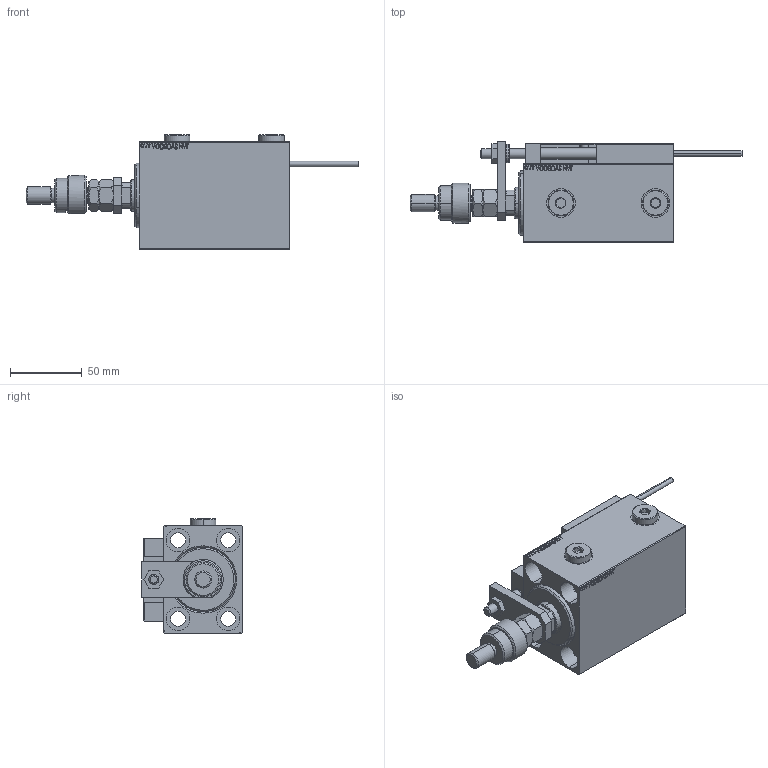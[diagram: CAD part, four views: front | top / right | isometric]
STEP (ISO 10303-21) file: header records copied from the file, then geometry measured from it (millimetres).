
FILE_DESCRIPTION (( 'STEP AP203' ), '1' );
FILE_NAME ('fa60.STEP', '2024-02-13T04:21:09', ( '' ), ( '' ), 'SwSTEP 2.0', 'SolidWorks 2019', '' );
FILE_SCHEMA (( 'CONFIG_CONTROL_DESIGN' ));
Length unit declared in the file: millimetre
Products named in the file (19): V450CM_VC_B 3eb4cdfdd43b7c4ae59767ded4e3165f; SWITCH_X_FRONT_BACK 3eb4cdfdd43b7c4ae59767ded4e3165f; V450CM_C_VCP 3eb4cdfdd43b7c4ae59767ded4e3165f; ALLEN BOLT D8 3eb4cdfdd43b7c4ae59767ded4e3165f; KONCOVKA 3eb4cdfdd43b7c4ae59767ded4e3165f; MAGNET 3eb4cdfdd43b7c4ae59767ded4e3165f; MFA 3eb4cdfdd43b7c4ae59767ded4e3165f; TYC_L79 3eb4cdfdd43b7c4ae59767ded4e3165f; FEMALE_PART_FOR_DFA 3eb4cdfdd43b7c4ae59767ded4e3165f; Zatka_OIL_PORT 3eb4cdfdd43b7c4ae59767ded4e3165f; SWITCH X 3eb4cdfdd43b7c4ae59767ded4e3165f; ZARAZKA 3eb4cdfdd43b7c4ae59767ded4e3165f; SWITCH DIM B,W 3eb4cdfdd43b7c4ae59767ded4e3165f; NUT_D12 3eb4cdfdd43b7c4ae59767ded4e3165f; ALLEN BOLT D5 3eb4cdfdd43b7c4ae59767ded4e3165f; fa60; V450CM_C_Body 3eb4cdfdd43b7c4ae59767ded4e3165f; Block 3eb4cdfdd43b7c4ae59767ded4e3165f; X_Y_DFA 3eb4cdfdd43b7c4ae59767ded4e3165f
Assembly tree (29 placements, depth 3):
  fa60
    V450CM_C_Body 3eb4cdfdd43b7c4ae59767ded4e3165f
    SWITCH X 3eb4cdfdd43b7c4ae59767ded4e3165f
      SWITCH_X_FRONT_BACK 3eb4cdfdd43b7c4ae59767ded4e3165f  x2
      TYC_L79 3eb4cdfdd43b7c4ae59767ded4e3165f
      Block 3eb4cdfdd43b7c4ae59767ded4e3165f  x2
      ALLEN BOLT D5 3eb4cdfdd43b7c4ae59767ded4e3165f  x4
      ALLEN BOLT D8 3eb4cdfdd43b7c4ae59767ded4e3165f  x4
      MAGNET 3eb4cdfdd43b7c4ae59767ded4e3165f  x2
      KONCOVKA 3eb4cdfdd43b7c4ae59767ded4e3165f  x2
    NUT_D12 3eb4cdfdd43b7c4ae59767ded4e3165f
    SWITCH DIM B,W 3eb4cdfdd43b7c4ae59767ded4e3165f
    ZARAZKA 3eb4cdfdd43b7c4ae59767ded4e3165f
    V450CM_C_VCP 3eb4cdfdd43b7c4ae59767ded4e3165f
    V450CM_VC_B 3eb4cdfdd43b7c4ae59767ded4e3165f
    X_Y_DFA 3eb4cdfdd43b7c4ae59767ded4e3165f
      FEMALE_PART_FOR_DFA 3eb4cdfdd43b7c4ae59767ded4e3165f
      MFA 3eb4cdfdd43b7c4ae59767ded4e3165f
    Zatka_OIL_PORT 3eb4cdfdd43b7c4ae59767ded4e3165f  x2
Bounding box: 232 x 70.5 x 79.9 mm (x, y, z)
Volume: 431704.8 mm3; surface area: 112108.5 mm2
Topology: 27 solids, 27 shells, 1421 faces, 3370 edges, 2139 vertices
Faces by surface type: plane 622, bspline 380, cylinder 217, cone 150, torus 48, sphere 4
Entity records: 54309 total; most frequent: CARTESIAN_POINT 27004, ORIENTED_EDGE 5680, DIRECTION 4010, EDGE_CURVE 2840, VERTEX_POINT 1839, VECTOR 1592, LINE 1592, EDGE_LOOP 1323
